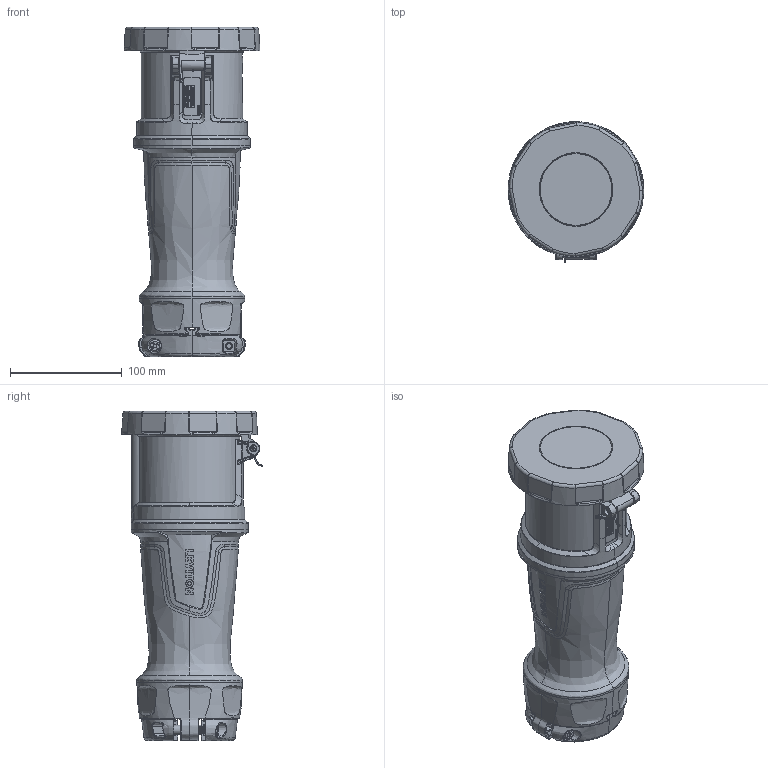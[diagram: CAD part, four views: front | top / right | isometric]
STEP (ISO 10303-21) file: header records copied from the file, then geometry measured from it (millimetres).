
FILE_DESCRIPTION (( 'STEP AP214' ), '1' );
FILE_NAME ('ORC3636-M01.STEP', '2023-08-01T17:38:15', ( '' ), ( '' ), 'SwSTEP 2.0', 'SolidWorks 2020', '' );
FILE_SCHEMA (( 'AUTOMOTIVE_DESIGN' ));
Length unit declared in the file: inch
Products named in the file (1): ORC3636-M01
Bounding box: 121.5 x 125.86 x 295.08 mm (x, y, z)
Surface area: 169926 mm2 (no closed solid volume)
Topology: 0 solids, 68 shells, 1747 faces, 7370 edges, 5515 vertices
Faces by surface type: bspline 762, plane 482, cylinder 372, cone 84, sphere 24, torus 23
Full cylindrical faces by diameter (mm): 1.092 x1, 3.969 x1, 5.461 x1, 7.925 x2, 10.516 x2
Entity records: 163318 total; most frequent: CARTESIAN_POINT 92049, ORIENTED_EDGE 10424, EDGE_CURVE 7275, DIRECTION 6882, VERTEX_POINT 5486, B_SPLINE_CURVE_WITH_KNOTS 3112, VECTOR 2384, LINE 2384
